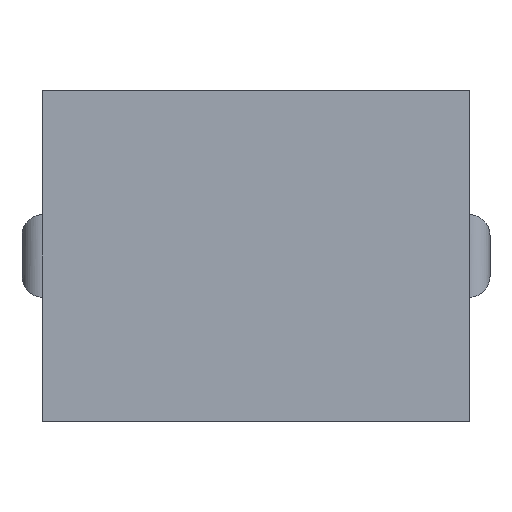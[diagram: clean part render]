
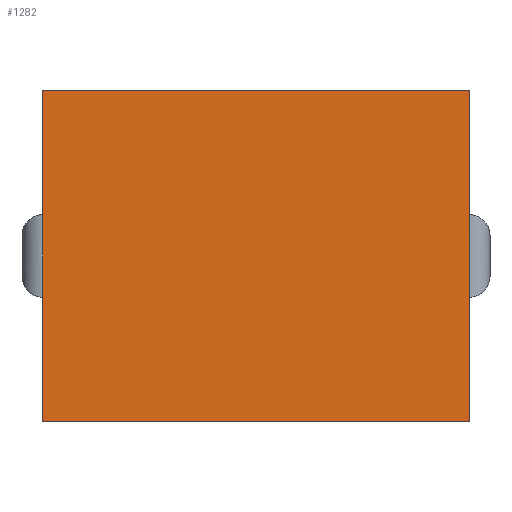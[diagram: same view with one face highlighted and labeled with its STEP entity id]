
A CAD part, front view. The second image highlights one B-rep face of the part: STEP entity #1282.
In plain terms, the highlighted planar face has unit normal (0, -1, 0).
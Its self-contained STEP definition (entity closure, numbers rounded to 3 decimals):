
#61 = VERTEX_POINT ( 'NONE', #1906 ) ;
#147 = CARTESIAN_POINT ( 'NONE',  ( 3.1, 0., 2.4 ) ) ;
#245 = ORIENTED_EDGE ( 'NONE', *, *, #3269, .F. ) ;
#277 = CARTESIAN_POINT ( 'NONE',  ( 0., 0., 2.4 ) ) ;
#304 = CARTESIAN_POINT ( 'NONE',  ( 0., 0., 2.4 ) ) ;
#308 = VECTOR ( 'NONE', #2487, 1000. ) ;
#327 = DIRECTION ( 'NONE',  ( 1., 0., 0. ) ) ;
#372 = AXIS2_PLACEMENT_3D ( 'NONE', #1254, #2301, #1764 ) ;
#404 = VECTOR ( 'NONE', #327, 1000. ) ;
#602 = LINE ( 'NONE', #1349, #404 ) ;
#651 = CARTESIAN_POINT ( 'NONE',  ( 3.1, 0., 2.4 ) ) ;
#659 = VERTEX_POINT ( 'NONE', #147 ) ;
#671 = EDGE_CURVE ( 'NONE', #659, #1562, #1151, .T. ) ;
#731 = VECTOR ( 'NONE', #2644, 1000. ) ;
#769 = DIRECTION ( 'NONE',  ( 1., 0., 0. ) ) ;
#845 = EDGE_CURVE ( 'NONE', #2137, #61, #2338, .T. ) ;
#859 = ORIENTED_EDGE ( 'NONE', *, *, #2034, .T. ) ;
#1151 = LINE ( 'NONE', #651, #308 ) ;
#1254 = CARTESIAN_POINT ( 'NONE',  ( 0., 0., 2.4 ) ) ;
#1282 = ADVANCED_FACE ( 'NONE', ( #1431 ), #2816, .F. ) ;
#1349 = CARTESIAN_POINT ( 'NONE',  ( 0., 0., 0. ) ) ;
#1416 = VECTOR ( 'NONE', #769, 1000. ) ;
#1431 = FACE_OUTER_BOUND ( 'NONE', #2171, .T. ) ;
#1562 = VERTEX_POINT ( 'NONE', #1616 ) ;
#1616 = CARTESIAN_POINT ( 'NONE',  ( 3.1, 0., 0. ) ) ;
#1764 = DIRECTION ( 'NONE',  ( 0., 0., 1. ) ) ;
#1773 = LINE ( 'NONE', #304, #1416 ) ;
#1906 = CARTESIAN_POINT ( 'NONE',  ( 0., 0., 0. ) ) ;
#1938 = CARTESIAN_POINT ( 'NONE',  ( 0., 0., 2.4 ) ) ;
#2034 = EDGE_CURVE ( 'NONE', #61, #1562, #602, .T. ) ;
#2137 = VERTEX_POINT ( 'NONE', #1938 ) ;
#2171 = EDGE_LOOP ( 'NONE', ( #859, #3348, #245, #3263 ) ) ;
#2301 = DIRECTION ( 'NONE',  ( 0., 1., 0. ) ) ;
#2338 = LINE ( 'NONE', #277, #731 ) ;
#2487 = DIRECTION ( 'NONE',  ( 0., 0., -1. ) ) ;
#2644 = DIRECTION ( 'NONE',  ( 0., 0., -1. ) ) ;
#2816 = PLANE ( 'NONE',  #372 ) ;
#3263 = ORIENTED_EDGE ( 'NONE', *, *, #845, .T. ) ;
#3269 = EDGE_CURVE ( 'NONE', #2137, #659, #1773, .T. ) ;
#3348 = ORIENTED_EDGE ( 'NONE', *, *, #671, .F. ) ;
